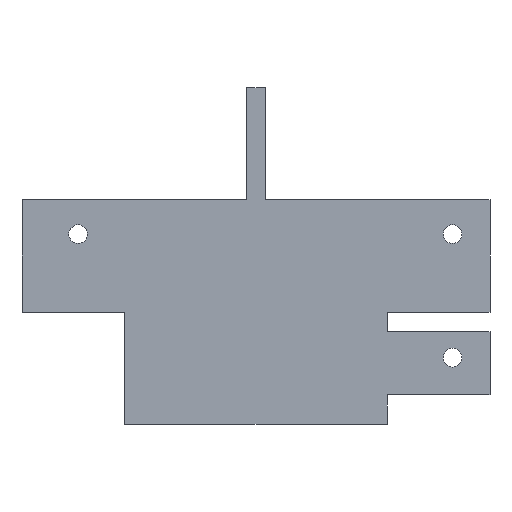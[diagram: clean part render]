
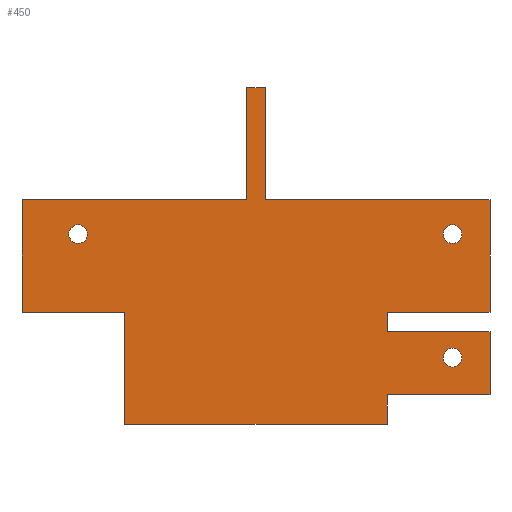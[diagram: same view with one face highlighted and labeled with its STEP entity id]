
A CAD part, left-side view. The second image highlights one B-rep face of the part: STEP entity #450.
In plain terms, the highlighted planar face has unit normal (-1, 0, 0).
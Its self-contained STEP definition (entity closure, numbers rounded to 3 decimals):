
#20=FACE_BOUND('',#90,.T.);
#21=FACE_BOUND('',#91,.T.);
#22=FACE_BOUND('',#92,.T.);
#40=PLANE('',#500);
#62=FACE_OUTER_BOUND('',#89,.T.);
#89=EDGE_LOOP('',(#406,#407,#408,#409,#410,#411,#412,#413,#414,#415,#416,
#417,#418,#419,#420,#421));
#90=EDGE_LOOP('',(#422));
#91=EDGE_LOOP('',(#423));
#92=EDGE_LOOP('',(#424));
#98=LINE('',#645,#150);
#104=LINE('',#657,#156);
#105=LINE('',#659,#157);
#110=LINE('',#669,#162);
#111=LINE('',#672,#163);
#115=LINE('',#680,#167);
#117=LINE('',#684,#169);
#120=LINE('',#690,#172);
#123=LINE('',#695,#175);
#127=LINE('',#702,#179);
#128=LINE('',#706,#180);
#133=LINE('',#716,#185);
#135=LINE('',#719,#187);
#137=LINE('',#723,#189);
#140=LINE('',#729,#192);
#143=LINE('',#734,#195);
#150=VECTOR('',#534,10.);
#156=VECTOR('',#542,10.);
#157=VECTOR('',#545,10.);
#162=VECTOR('',#552,10.);
#163=VECTOR('',#555,10.);
#167=VECTOR('',#561,10.);
#169=VECTOR('',#565,10.);
#172=VECTOR('',#570,10.);
#175=VECTOR('',#575,10.);
#179=VECTOR('',#581,10.);
#180=VECTOR('',#584,10.);
#185=VECTOR('',#591,10.);
#187=VECTOR('',#595,10.);
#189=VECTOR('',#599,10.);
#192=VECTOR('',#604,10.);
#195=VECTOR('',#609,10.);
#199=CIRCLE('',#475,0.5);
#201=CIRCLE('',#478,0.5);
#203=CIRCLE('',#481,0.5);
#207=VERTEX_POINT('',#623);
#209=VERTEX_POINT('',#629);
#211=VERTEX_POINT('',#635);
#213=VERTEX_POINT('',#641);
#215=VERTEX_POINT('',#644);
#217=VERTEX_POINT('',#650);
#220=VERTEX_POINT('',#655);
#221=VERTEX_POINT('',#662);
#224=VERTEX_POINT('',#667);
#225=VERTEX_POINT('',#671);
#227=VERTEX_POINT('',#677);
#229=VERTEX_POINT('',#683);
#231=VERTEX_POINT('',#689);
#233=VERTEX_POINT('',#698);
#235=VERTEX_POINT('',#704);
#236=VERTEX_POINT('',#705);
#239=VERTEX_POINT('',#713);
#241=VERTEX_POINT('',#722);
#243=VERTEX_POINT('',#728);
#248=EDGE_CURVE('',#207,#207,#199,.T.);
#251=EDGE_CURVE('',#209,#209,#201,.T.);
#254=EDGE_CURVE('',#211,#211,#203,.T.);
#258=EDGE_CURVE('',#215,#213,#98,.T.);
#264=EDGE_CURVE('',#217,#220,#104,.T.);
#265=EDGE_CURVE('',#220,#215,#105,.T.);
#270=EDGE_CURVE('',#221,#224,#110,.T.);
#271=EDGE_CURVE('',#224,#225,#111,.T.);
#275=EDGE_CURVE('',#225,#227,#115,.T.);
#277=EDGE_CURVE('',#229,#227,#117,.T.);
#280=EDGE_CURVE('',#231,#229,#120,.T.);
#283=EDGE_CURVE('',#217,#231,#123,.T.);
#287=EDGE_CURVE('',#233,#221,#127,.T.);
#288=EDGE_CURVE('',#235,#236,#128,.T.);
#293=EDGE_CURVE('',#236,#239,#133,.T.);
#295=EDGE_CURVE('',#213,#235,#135,.T.);
#297=EDGE_CURVE('',#241,#239,#137,.T.);
#300=EDGE_CURVE('',#243,#241,#140,.T.);
#303=EDGE_CURVE('',#233,#243,#143,.T.);
#406=ORIENTED_EDGE('',*,*,#303,.F.);
#407=ORIENTED_EDGE('',*,*,#287,.T.);
#408=ORIENTED_EDGE('',*,*,#270,.T.);
#409=ORIENTED_EDGE('',*,*,#271,.T.);
#410=ORIENTED_EDGE('',*,*,#275,.T.);
#411=ORIENTED_EDGE('',*,*,#277,.F.);
#412=ORIENTED_EDGE('',*,*,#280,.F.);
#413=ORIENTED_EDGE('',*,*,#283,.F.);
#414=ORIENTED_EDGE('',*,*,#264,.T.);
#415=ORIENTED_EDGE('',*,*,#265,.T.);
#416=ORIENTED_EDGE('',*,*,#258,.T.);
#417=ORIENTED_EDGE('',*,*,#295,.T.);
#418=ORIENTED_EDGE('',*,*,#288,.T.);
#419=ORIENTED_EDGE('',*,*,#293,.T.);
#420=ORIENTED_EDGE('',*,*,#297,.F.);
#421=ORIENTED_EDGE('',*,*,#300,.F.);
#422=ORIENTED_EDGE('',*,*,#248,.T.);
#423=ORIENTED_EDGE('',*,*,#251,.T.);
#424=ORIENTED_EDGE('',*,*,#254,.T.);
#450=ADVANCED_FACE('',(#62,#20,#21,#22),#40,.F.);
#475=AXIS2_PLACEMENT_3D('',#624,#512,#513);
#478=AXIS2_PLACEMENT_3D('',#630,#519,#520);
#481=AXIS2_PLACEMENT_3D('',#636,#526,#527);
#500=AXIS2_PLACEMENT_3D('',#737,#613,#614);
#512=DIRECTION('center_axis',(1.,0.,0.));
#513=DIRECTION('ref_axis',(0.,-1.,0.));
#519=DIRECTION('center_axis',(1.,0.,0.));
#520=DIRECTION('ref_axis',(0.,-1.,0.));
#526=DIRECTION('center_axis',(1.,0.,0.));
#527=DIRECTION('ref_axis',(0.,-1.,0.));
#534=DIRECTION('',(0.,-1.,0.));
#542=DIRECTION('',(0.,1.,0.));
#545=DIRECTION('',(0.,0.,-1.));
#552=DIRECTION('',(0.,-1.,0.));
#555=DIRECTION('',(0.,0.,1.));
#561=DIRECTION('',(0.,1.,0.));
#565=DIRECTION('',(0.,0.,-1.));
#570=DIRECTION('',(0.,-1.,0.));
#575=DIRECTION('',(0.,0.,1.));
#581=DIRECTION('',(0.,0.,1.));
#584=DIRECTION('',(0.,-1.,0.));
#591=DIRECTION('',(0.,0.,1.));
#595=DIRECTION('',(0.,0.,-1.));
#599=DIRECTION('',(0.,1.,0.));
#604=DIRECTION('',(0.,0.,-1.));
#609=DIRECTION('',(0.,-1.,0.));
#613=DIRECTION('center_axis',(1.,0.,0.));
#614=DIRECTION('ref_axis',(0.,0.,-1.));
#623=CARTESIAN_POINT('',(0.,19.482,0.668));
#624=CARTESIAN_POINT('Origin',(0.,18.982,0.668));
#629=CARTESIAN_POINT('',(0.,-0.518,0.668));
#630=CARTESIAN_POINT('Origin',(0.,-1.018,0.668));
#635=CARTESIAN_POINT('',(0.,-0.518,-5.932));
#636=CARTESIAN_POINT('Origin',(0.,-1.018,-5.932));
#641=CARTESIAN_POINT('',(0.,16.482,-3.497));
#644=CARTESIAN_POINT('',(0.,21.982,-3.497));
#645=CARTESIAN_POINT('',(0.,21.982,-3.497));
#650=CARTESIAN_POINT('',(0.,9.982,2.503));
#655=CARTESIAN_POINT('',(0.,21.982,2.503));
#657=CARTESIAN_POINT('',(0.,-3.018,2.503));
#659=CARTESIAN_POINT('',(0.,21.982,2.503));
#662=CARTESIAN_POINT('',(0.,2.482,-3.497));
#667=CARTESIAN_POINT('',(0.,-3.018,-3.497));
#669=CARTESIAN_POINT('',(0.,21.982,-3.497));
#671=CARTESIAN_POINT('',(0.,-3.018,2.503));
#672=CARTESIAN_POINT('',(0.,-3.018,-3.497));
#677=CARTESIAN_POINT('',(0.,8.982,2.503));
#680=CARTESIAN_POINT('',(0.,-3.018,2.503));
#683=CARTESIAN_POINT('',(0.,8.982,8.503));
#684=CARTESIAN_POINT('',(0.,8.982,8.503));
#689=CARTESIAN_POINT('',(0.,9.982,8.503));
#690=CARTESIAN_POINT('',(0.,9.982,8.503));
#695=CARTESIAN_POINT('',(0.,9.982,2.503));
#698=CARTESIAN_POINT('',(0.,2.482,-4.534));
#702=CARTESIAN_POINT('',(0.,2.482,-9.497));
#704=CARTESIAN_POINT('',(0.,16.482,-9.497));
#705=CARTESIAN_POINT('',(0.,2.482,-9.497));
#706=CARTESIAN_POINT('',(0.,16.482,-9.497));
#713=CARTESIAN_POINT('',(0.,2.482,-7.908));
#716=CARTESIAN_POINT('',(0.,2.482,-9.497));
#719=CARTESIAN_POINT('',(0.,16.482,-3.497));
#722=CARTESIAN_POINT('',(0.,-3.018,-7.908));
#723=CARTESIAN_POINT('',(0.,-3.018,-7.908));
#728=CARTESIAN_POINT('',(0.,-3.018,-4.534));
#729=CARTESIAN_POINT('',(0.,-3.018,-4.534));
#734=CARTESIAN_POINT('',(0.,2.482,-4.534));
#737=CARTESIAN_POINT('Origin',(0.,-0.268,-6.221));
